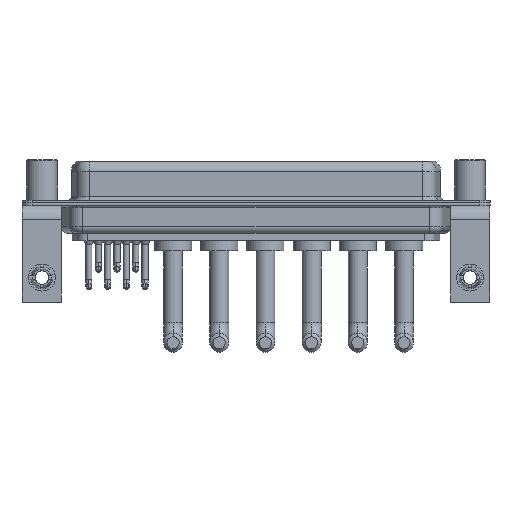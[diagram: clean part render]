
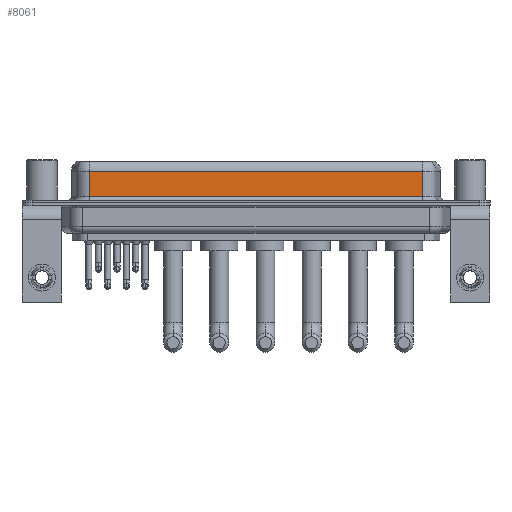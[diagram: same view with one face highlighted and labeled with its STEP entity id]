
A CAD part, front view. The second image highlights one B-rep face of the part: STEP entity #8061.
In plain terms, the highlighted planar face has unit normal (0, -1, 0).
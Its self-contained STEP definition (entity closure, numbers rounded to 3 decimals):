
#961 = CARTESIAN_POINT ( 'NONE',  ( 7.038, -3.95, 0.9 ) ) ;
#984 = LINE ( 'NONE', #19578, #21565 ) ;
#1857 = CARTESIAN_POINT ( 'NONE',  ( 56.462, -3.95, 6.4 ) ) ;
#2729 = EDGE_CURVE ( 'NONE', #9721, #16557, #3067, .T. ) ;
#3067 = LINE ( 'NONE', #19655, #3948 ) ;
#3839 = ORIENTED_EDGE ( 'NONE', *, *, #18898, .T. ) ;
#3948 = VECTOR ( 'NONE', #17065, 1000. ) ;
#5051 = VERTEX_POINT ( 'NONE', #961 ) ;
#5195 = DIRECTION ( 'NONE',  ( 0., 1., 0. ) ) ;
#5281 = CARTESIAN_POINT ( 'NONE',  ( 7.038, -3.95, 6.4 ) ) ;
#5994 = LINE ( 'NONE', #12760, #9792 ) ;
#6426 = EDGE_CURVE ( 'NONE', #9721, #20841, #5994, .T. ) ;
#6930 = CARTESIAN_POINT ( 'NONE',  ( 56.462, -3.95, 4.65 ) ) ;
#7421 = ORIENTED_EDGE ( 'NONE', *, *, #2729, .T. ) ;
#8061 = ADVANCED_FACE ( 'NONE', ( #20434 ), #12301, .F. ) ;
#9343 = EDGE_CURVE ( 'NONE', #5051, #20841, #984, .T. ) ;
#9721 = VERTEX_POINT ( 'NONE', #6930 ) ;
#9792 = VECTOR ( 'NONE', #19563, 1000. ) ;
#10614 = LINE ( 'NONE', #5281, #15197 ) ;
#11761 = ORIENTED_EDGE ( 'NONE', *, *, #9343, .T. ) ;
#12301 = PLANE ( 'NONE',  #15481 ) ;
#12760 = CARTESIAN_POINT ( 'NONE',  ( 56.462, -3.95, 6.4 ) ) ;
#13943 = DIRECTION ( 'NONE',  ( 0., 0., -1. ) ) ;
#15010 = CARTESIAN_POINT ( 'NONE',  ( 7.038, -3.95, 4.65 ) ) ;
#15197 = VECTOR ( 'NONE', #13943, 1000. ) ;
#15481 = AXIS2_PLACEMENT_3D ( 'NONE', #1857, #5195, #20542 ) ;
#16557 = VERTEX_POINT ( 'NONE', #15010 ) ;
#16717 = ORIENTED_EDGE ( 'NONE', *, *, #6426, .F. ) ;
#17065 = DIRECTION ( 'NONE',  ( -1., 0., 0. ) ) ;
#18898 = EDGE_CURVE ( 'NONE', #16557, #5051, #10614, .T. ) ;
#19437 = CARTESIAN_POINT ( 'NONE',  ( 56.462, -3.95, 0.9 ) ) ;
#19563 = DIRECTION ( 'NONE',  ( 0., 0., -1. ) ) ;
#19578 = CARTESIAN_POINT ( 'NONE',  ( 56.462, -3.95, 0.9 ) ) ;
#19655 = CARTESIAN_POINT ( 'NONE',  ( 56.462, -3.95, 4.65 ) ) ;
#20434 = FACE_OUTER_BOUND ( 'NONE', #21152, .T. ) ;
#20542 = DIRECTION ( 'NONE',  ( 0., 0., 1. ) ) ;
#20841 = VERTEX_POINT ( 'NONE', #19437 ) ;
#21152 = EDGE_LOOP ( 'NONE', ( #16717, #7421, #3839, #11761 ) ) ;
#21238 = DIRECTION ( 'NONE',  ( 1., 0., 0. ) ) ;
#21565 = VECTOR ( 'NONE', #21238, 1000. ) ;
